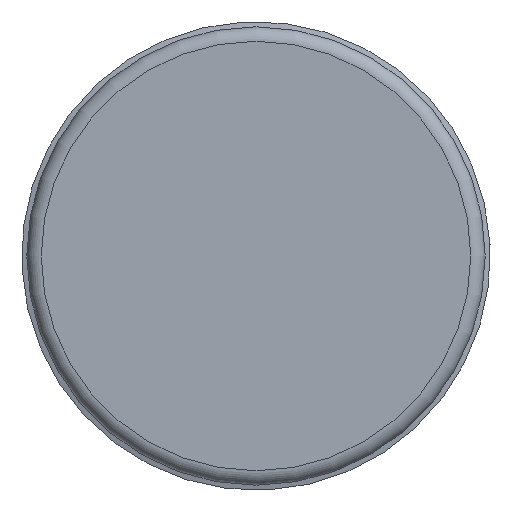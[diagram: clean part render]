
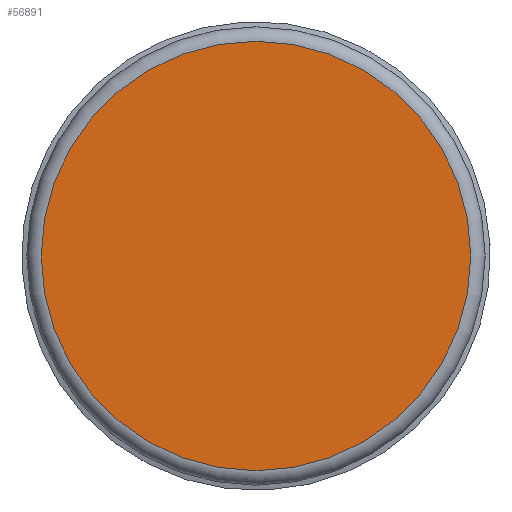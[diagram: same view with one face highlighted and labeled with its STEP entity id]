
A CAD part, left-side view. The second image highlights one B-rep face of the part: STEP entity #56891.
In plain terms, the highlighted planar face has unit normal (-1, 0, 0).
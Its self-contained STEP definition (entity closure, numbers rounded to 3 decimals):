
#56875=CARTESIAN_POINT('',(0.,-6.588,0.0));
#56876=DIRECTION('',(-1.0,0.0,0.0));
#56877=DIRECTION('',(0.0,0.0,1.0));
#56878=AXIS2_PLACEMENT_3D('',#56875,#56876,#56877);
#56879=PLANE('',#56878);
#56880=CARTESIAN_POINT('',(0.,-7.4,0.0));
#56881=VERTEX_POINT('',#56880);
#56882=CARTESIAN_POINT('',(0.0,0.0,0.0));
#56883=DIRECTION('',(-1.0,0.0,0.0));
#56884=DIRECTION('',(0.0,-1.0,0.0));
#56885=AXIS2_PLACEMENT_3D('',#56882,#56883,#56884);
#56886=CIRCLE('',#56885,7.4);
#56887=EDGE_CURVE('',#56881,#56881,#56886,.T.);
#56888=ORIENTED_EDGE('',*,*,#56887,.T.);
#56889=EDGE_LOOP('',(#56888));
#56890=FACE_OUTER_BOUND('',#56889,.T.);
#56891=ADVANCED_FACE('',(#56890),#56879,.T.);
